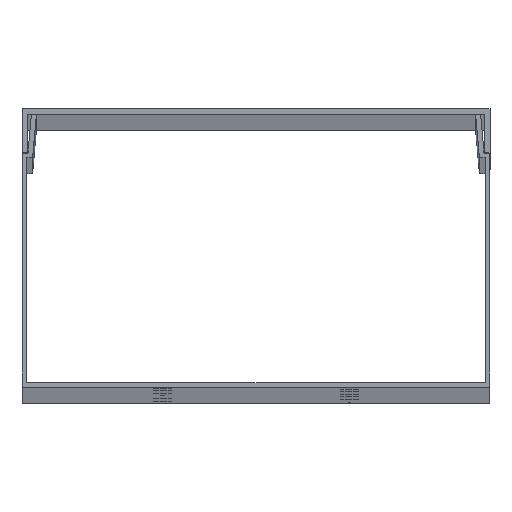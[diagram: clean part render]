
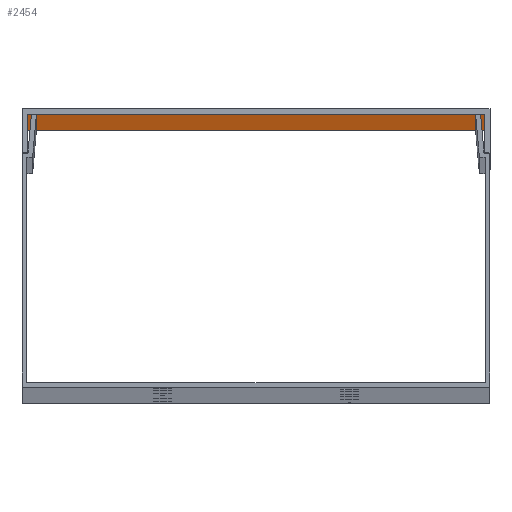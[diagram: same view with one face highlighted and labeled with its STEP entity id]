
A CAD part, top view. The second image highlights one B-rep face of the part: STEP entity #2454.
In plain terms, the highlighted planar face has unit normal (0, -1, 0).
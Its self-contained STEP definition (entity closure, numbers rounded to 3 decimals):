
#401 = LINE ( 'NONE', #2753, #1271 ) ;
#533 = LINE ( 'NONE', #630, #3997 ) ;
#630 = CARTESIAN_POINT ( 'NONE',  ( -48.866, 58.342, 1000. ) ) ;
#728 = DIRECTION ( 'NONE',  ( 0., 0., -1. ) ) ;
#883 = PLANE ( 'NONE',  #4169 ) ;
#1054 = CARTESIAN_POINT ( 'NONE',  ( -48.866, 58.342, -1000. ) ) ;
#1230 = DIRECTION ( 'NONE',  ( 1., 0., 0. ) ) ;
#1259 = ORIENTED_EDGE ( 'NONE', *, *, #2662, .F. ) ;
#1271 = VECTOR ( 'NONE', #728, 1000. ) ;
#1395 = VERTEX_POINT ( 'NONE', #2723 ) ;
#1765 = CARTESIAN_POINT ( 'NONE',  ( 0., 58.342, -1000. ) ) ;
#1870 = CARTESIAN_POINT ( 'NONE',  ( 0., 58.342, 1000. ) ) ;
#2128 = ORIENTED_EDGE ( 'NONE', *, *, #2640, .T. ) ;
#2221 = VERTEX_POINT ( 'NONE', #1054 ) ;
#2247 = LINE ( 'NONE', #1765, #3027 ) ;
#2454 = ADVANCED_FACE ( 'NONE', ( #3992 ), #883, .T. ) ;
#2640 = EDGE_CURVE ( 'NONE', #3921, #2221, #533, .T. ) ;
#2662 = EDGE_CURVE ( 'NONE', #1395, #2221, #2247, .T. ) ;
#2680 = EDGE_CURVE ( 'NONE', #3254, #1395, #401, .T. ) ;
#2693 = EDGE_CURVE ( 'NONE', #3254, #3921, #3788, .T. ) ;
#2723 = CARTESIAN_POINT ( 'NONE',  ( 48.866, 58.342, -1000. ) ) ;
#2753 = CARTESIAN_POINT ( 'NONE',  ( 48.866, 58.342, 1000. ) ) ;
#2916 = VECTOR ( 'NONE', #4405, 1000. ) ;
#3027 = VECTOR ( 'NONE', #4389, 1000. ) ;
#3141 = CARTESIAN_POINT ( 'NONE',  ( 48.866, 58.342, 1000. ) ) ;
#3149 = CARTESIAN_POINT ( 'NONE',  ( -48.866, 58.342, 1000. ) ) ;
#3214 = DIRECTION ( 'NONE',  ( 0., -1., 0. ) ) ;
#3237 = EDGE_LOOP ( 'NONE', ( #1259, #3977, #3266, #2128 ) ) ;
#3254 = VERTEX_POINT ( 'NONE', #3141 ) ;
#3266 = ORIENTED_EDGE ( 'NONE', *, *, #2693, .T. ) ;
#3788 = LINE ( 'NONE', #4071, #2916 ) ;
#3921 = VERTEX_POINT ( 'NONE', #3149 ) ;
#3977 = ORIENTED_EDGE ( 'NONE', *, *, #2680, .F. ) ;
#3992 = FACE_OUTER_BOUND ( 'NONE', #3237, .T. ) ;
#3997 = VECTOR ( 'NONE', #4369, 1000. ) ;
#4071 = CARTESIAN_POINT ( 'NONE',  ( 0., 58.342, 1000. ) ) ;
#4169 = AXIS2_PLACEMENT_3D ( 'NONE', #1870, #3214, #1230 ) ;
#4369 = DIRECTION ( 'NONE',  ( 0., 0., -1. ) ) ;
#4389 = DIRECTION ( 'NONE',  ( -1., 0., 0. ) ) ;
#4405 = DIRECTION ( 'NONE',  ( -1., 0., 0. ) ) ;
